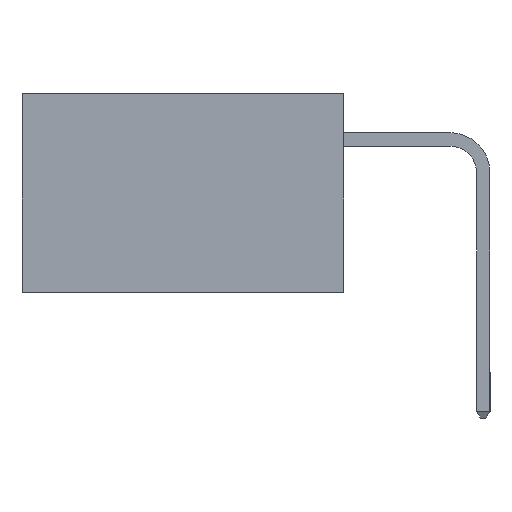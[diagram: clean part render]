
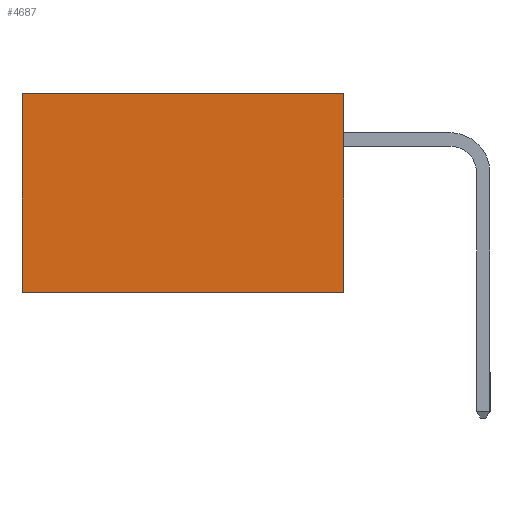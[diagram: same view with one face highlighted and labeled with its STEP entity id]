
A CAD part, left-side view. The second image highlights one B-rep face of the part: STEP entity #4687.
In plain terms, the highlighted planar face has unit normal (-1, 0, 0).
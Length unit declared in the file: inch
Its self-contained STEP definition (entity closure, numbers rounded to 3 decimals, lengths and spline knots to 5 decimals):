
#374 = CARTESIAN_POINT ( 'NONE',  ( 0.2615, 0., -0.37 ) ) ;
#1496 = ORIENTED_EDGE ( 'NONE', *, *, #16811, .T. ) ;
#1818 = ORIENTED_EDGE ( 'NONE', *, *, #11647, .F. ) ;
#2869 = VECTOR ( 'NONE', #6209, 39.37008 ) ;
#3029 = CARTESIAN_POINT ( 'NONE',  ( 0.2615, 0.6, -0.37 ) ) ;
#3563 = DIRECTION ( 'NONE',  ( 0., 0., -1. ) ) ;
#3902 = ORIENTED_EDGE ( 'NONE', *, *, #20757, .T. ) ;
#4496 = LINE ( 'NONE', #11055, #2869 ) ;
#4687 = ADVANCED_FACE ( 'NONE', ( #12161 ), #17088, .F. ) ;
#4760 = ORIENTED_EDGE ( 'NONE', *, *, #15297, .F. ) ;
#5002 = EDGE_LOOP ( 'NONE', ( #1496, #4760, #1818, #3902 ) ) ;
#5081 = VECTOR ( 'NONE', #18250, 39.37008 ) ;
#6209 = DIRECTION ( 'NONE',  ( 0., 1., 0. ) ) ;
#6908 = LINE ( 'NONE', #8629, #13785 ) ;
#7633 = CARTESIAN_POINT ( 'NONE',  ( 0.2615, 0.6, -0.37 ) ) ;
#7946 = DIRECTION ( 'NONE',  ( 0., 0., -1. ) ) ;
#8520 = CARTESIAN_POINT ( 'NONE',  ( 0.2615, 0., 0. ) ) ;
#8629 = CARTESIAN_POINT ( 'NONE',  ( 0.2615, 0., -0.37 ) ) ;
#9700 = VERTEX_POINT ( 'NONE', #19657 ) ;
#10241 = LINE ( 'NONE', #8520, #5081 ) ;
#10354 = DIRECTION ( 'NONE',  ( 1., 0., 0. ) ) ;
#11055 = CARTESIAN_POINT ( 'NONE',  ( 0.2615, 0., -0.37 ) ) ;
#11647 = EDGE_CURVE ( 'NONE', #12194, #9700, #6908, .T. ) ;
#12161 = FACE_OUTER_BOUND ( 'NONE', #5002, .T. ) ;
#12194 = VERTEX_POINT ( 'NONE', #15440 ) ;
#13181 = VECTOR ( 'NONE', #7946, 39.37008 ) ;
#13785 = VECTOR ( 'NONE', #3563, 39.37008 ) ;
#15297 = EDGE_CURVE ( 'NONE', #9700, #19677, #4496, .T. ) ;
#15440 = CARTESIAN_POINT ( 'NONE',  ( 0.2615, 0., 0. ) ) ;
#16034 = AXIS2_PLACEMENT_3D ( 'NONE', #374, #10354, #16767 ) ;
#16767 = DIRECTION ( 'NONE',  ( 0., 0., -1. ) ) ;
#16811 = EDGE_CURVE ( 'NONE', #19060, #19677, #17678, .T. ) ;
#17088 = PLANE ( 'NONE',  #16034 ) ;
#17678 = LINE ( 'NONE', #3029, #13181 ) ;
#18250 = DIRECTION ( 'NONE',  ( 0., 1., 0. ) ) ;
#18606 = CARTESIAN_POINT ( 'NONE',  ( 0.2615, 0.6, 0. ) ) ;
#19060 = VERTEX_POINT ( 'NONE', #18606 ) ;
#19657 = CARTESIAN_POINT ( 'NONE',  ( 0.2615, 0., -0.37 ) ) ;
#19677 = VERTEX_POINT ( 'NONE', #7633 ) ;
#20757 = EDGE_CURVE ( 'NONE', #12194, #19060, #10241, .T. ) ;
